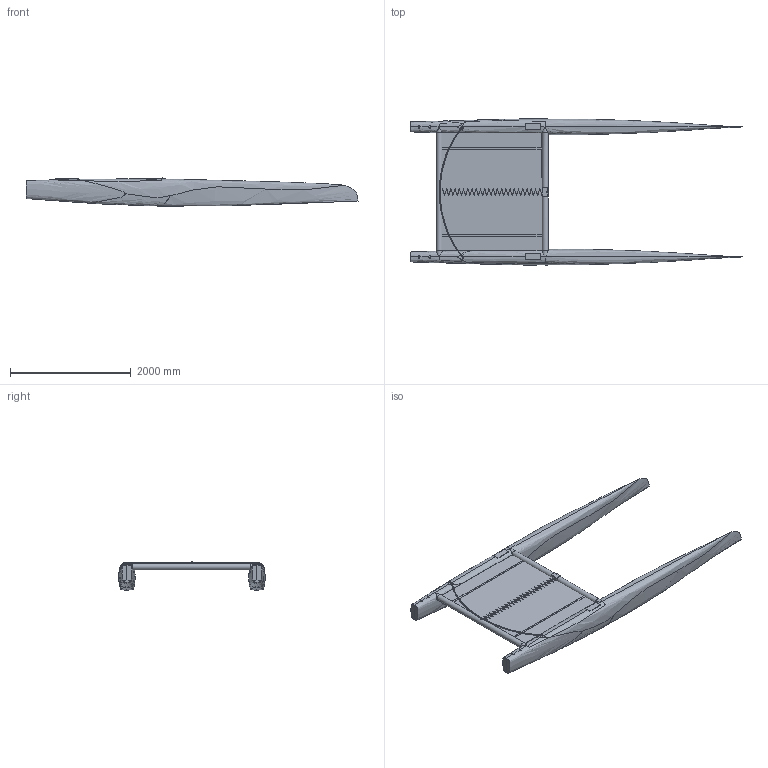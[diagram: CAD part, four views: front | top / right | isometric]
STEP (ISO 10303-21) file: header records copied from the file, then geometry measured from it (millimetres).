
FILE_DESCRIPTION(/* description */ (''),/* implementation_level */ '2;1');
FILE_NAME(/* name */ 'hull.step',/* time_stamp */ '2020-11-14T13:57:21+01:00',/* author */ (''),/* organization */ (''),/* preprocessor_version */ 'ST-DEVELOPER v18.1',/* originating_system */ 'Autodesk Translation Framework v9.3.0.1241',/* authorisation */ '');
FILE_SCHEMA (('AUTOMOTIVE_DESIGN { 1 0 10303 214 3 1 1 }'));
Length unit declared in the file: millimetre
Products named in the file (1): hull
Bounding box: 5490 x 2417.87 x 468.65 mm (x, y, z)
Volume: 836332994.7 mm3; surface area: 20242699.5 mm2
Topology: 10 solids, 10 shells, 292 faces, 778 edges, 503 vertices
Faces by surface type: plane 242, bspline 40, cylinder 10
Full cylindrical faces by diameter (mm): 4 x1, 100 x1, 102 x2
Entity records: 15665 total; most frequent: CARTESIAN_POINT 8654, ORIENTED_EDGE 1538, DIRECTION 1152, EDGE_CURVE 769, LINE 580, VECTOR 580, VERTEX_POINT 501, EDGE_LOOP 298
